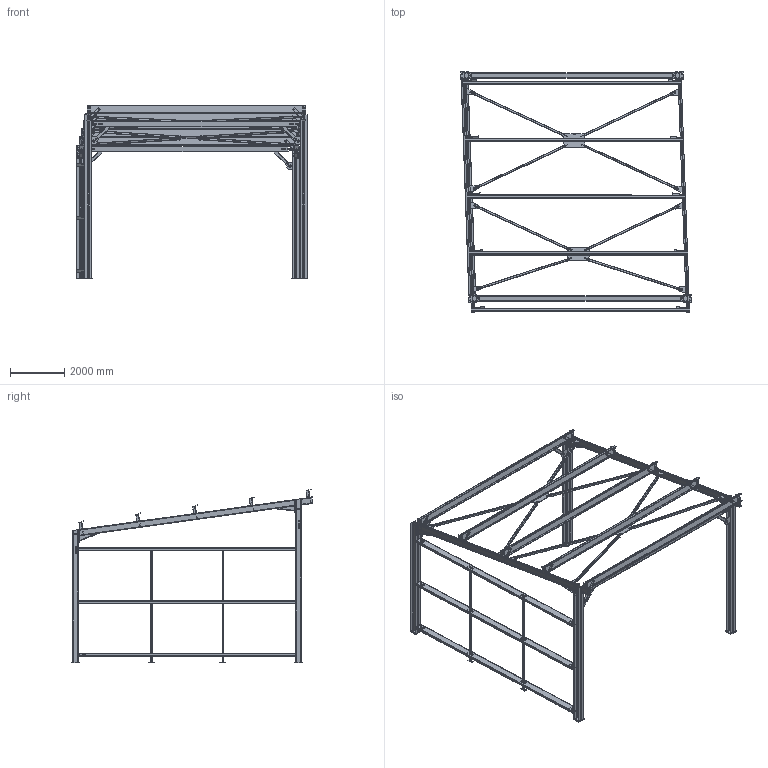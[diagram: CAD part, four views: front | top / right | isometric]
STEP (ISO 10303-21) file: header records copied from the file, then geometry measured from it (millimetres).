
FILE_DESCRIPTION(('FreeCAD Model'),'2;1');
FILE_NAME('Open CASCADE Shape Model','2025-04-30T19:00:44',('FreeCAD'),( 'FreeCAD'),'Open CASCADE STEP processor 7.6','FreeCAD','Unknown');
FILE_SCHEMA(('AUTOMOTIVE_DESIGN { 1 0 10303 214 1 1 1 1 }'));
Products named in the file (1): Open CASCADE STEP translator 7.6 1
Bounding box: 8490.57 x 8846.17 x 6388.29 mm (x, y, z)
Volume: 599089723.9 mm3; surface area: 163240008.8 mm2
Topology: 165 solids, 165 shells, 2449 faces, 6220 edges, 4194 vertices
Faces by surface type: bspline 2449
Entity records: 73546 total; most frequent: CARTESIAN_POINT 35431, ORIENTED_EDGE 12226, EDGE_CURVE 6113, B_SPLINE_CURVE_WITH_KNOTS 4784, VERTEX_POINT 3990, FACE_BOUND 3129, EDGE_LOOP 3129, ADVANCED_FACE 2449
